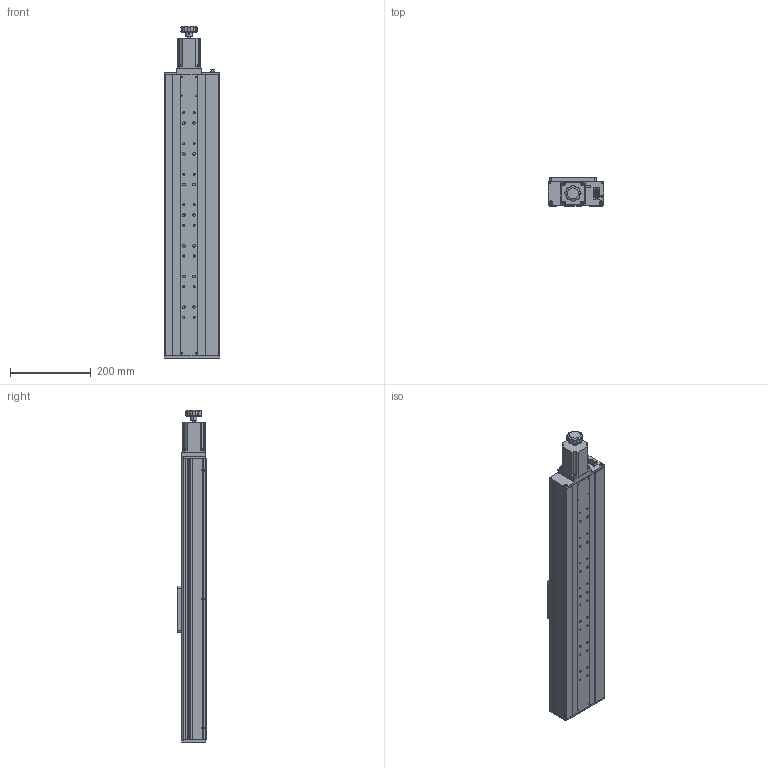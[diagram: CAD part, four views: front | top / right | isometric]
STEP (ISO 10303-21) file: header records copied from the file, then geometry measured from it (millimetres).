
FILE_DESCRIPTION (( 'STEP AP214' ), '1' );
FILE_NAME ('08PMT-500.STEP', '2018-10-08T06:43:12', ( '' ), ( '' ), 'SwSTEP 2.0', 'SolidWorks 2016', '' );
FILE_SCHEMA (( 'AUTOMOTIVE_DESIGN' ));
Length unit declared in the file: millimetre
Products named in the file (1): 08PMT-500
Bounding box: 137 x 71 x 824.8 mm (x, y, z)
Surface area: 555703.9 mm2 (no closed solid volume)
Topology: 0 solids, 55 shells, 732 faces, 2797 edges, 2101 vertices
Faces by surface type: plane 341, cylinder 283, cone 75, torus 23, sphere 10
Entity records: 38580 total; most frequent: CARTESIAN_POINT 6423, DIRECTION 5240, ORIENTED_EDGE 4287, EDGE_CURVE 2791, VERTEX_POINT 2097, AXIS2_PLACEMENT_3D 1808, VECTOR 1624, LINE 1624
